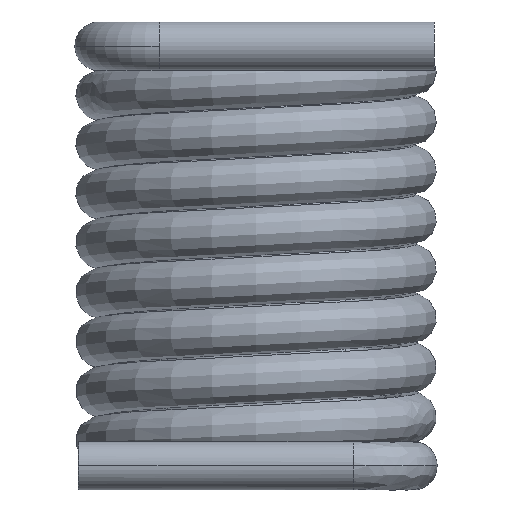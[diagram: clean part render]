
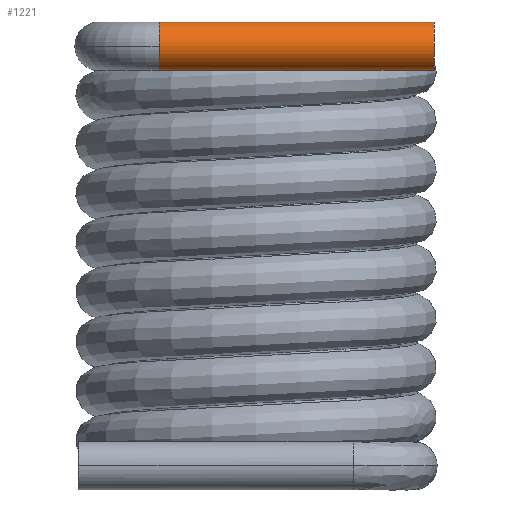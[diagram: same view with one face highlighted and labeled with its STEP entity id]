
A CAD part, front view. The second image highlights one B-rep face of the part: STEP entity #1221.
In plain terms, the highlighted cylindrical face has radius 0.4 mm (diameter 0.8 mm), a partial arc.
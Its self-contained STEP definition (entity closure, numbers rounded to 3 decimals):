
#171 = CIRCLE ( 'NONE', #4456, 0.4 ) ;
#310 = ORIENTED_EDGE ( 'NONE', *, *, #5457, .F. ) ;
#324 = DIRECTION ( 'NONE',  ( 1., 0., 0. ) ) ;
#695 = DIRECTION ( 'NONE',  ( -1., 0., 0. ) ) ;
#730 = CARTESIAN_POINT ( 'NONE',  ( -1.6, -3.52, 0. ) ) ;
#831 = EDGE_CURVE ( 'NONE', #836, #7409, #8872, .T. ) ;
#836 = VERTEX_POINT ( 'NONE', #3018 ) ;
#1221 = ADVANCED_FACE ( 'NONE', ( #7399 ), #2307, .T. ) ;
#1381 = CIRCLE ( 'NONE', #9606, 0.4 ) ;
#1479 = AXIS2_PLACEMENT_3D ( 'NONE', #730, #695, #2211 ) ;
#2131 = DIRECTION ( 'NONE',  ( 0., -1., 0. ) ) ;
#2211 = DIRECTION ( 'NONE',  ( 0., -1., 0. ) ) ;
#2225 = CARTESIAN_POINT ( 'NONE',  ( -1.6, -3.52, -0.4 ) ) ;
#2307 = CYLINDRICAL_SURFACE ( 'NONE', #4297, 0.4 ) ;
#2377 = VERTEX_POINT ( 'NONE', #9492 ) ;
#2624 = EDGE_LOOP ( 'NONE', ( #3080, #6764, #310, #6778, #8519 ) ) ;
#3018 = CARTESIAN_POINT ( 'NONE',  ( -1.6, -3.92, 0. ) ) ;
#3080 = ORIENTED_EDGE ( 'NONE', *, *, #3186, .F. ) ;
#3186 = EDGE_CURVE ( 'NONE', #7409, #7642, #8134, .T. ) ;
#3359 = CARTESIAN_POINT ( 'NONE',  ( -1.6, -3.52, 0.4 ) ) ;
#3581 = DIRECTION ( 'NONE',  ( -1., 0., 0. ) ) ;
#4297 = AXIS2_PLACEMENT_3D ( 'NONE', #5559, #324, #8512 ) ;
#4352 = DIRECTION ( 'NONE',  ( 1., 0., 0. ) ) ;
#4456 = AXIS2_PLACEMENT_3D ( 'NONE', #9419, #8054, #7185 ) ;
#5148 = VERTEX_POINT ( 'NONE', #5850 ) ;
#5457 = EDGE_CURVE ( 'NONE', #5148, #836, #1381, .T. ) ;
#5559 = CARTESIAN_POINT ( 'NONE',  ( -1.6, -3.52, 0. ) ) ;
#5850 = CARTESIAN_POINT ( 'NONE',  ( -1.6, -3.52, -0.4 ) ) ;
#6057 = EDGE_CURVE ( 'NONE', #5148, #2377, #8069, .T. ) ;
#6072 = VECTOR ( 'NONE', #9648, 1000. ) ;
#6138 = VECTOR ( 'NONE', #4352, 1000. ) ;
#6764 = ORIENTED_EDGE ( 'NONE', *, *, #831, .F. ) ;
#6778 = ORIENTED_EDGE ( 'NONE', *, *, #6057, .T. ) ;
#7185 = DIRECTION ( 'NONE',  ( 0., 0., -1. ) ) ;
#7399 = FACE_OUTER_BOUND ( 'NONE', #2624, .T. ) ;
#7409 = VERTEX_POINT ( 'NONE', #3359 ) ;
#7642 = VERTEX_POINT ( 'NONE', #8738 ) ;
#8054 = DIRECTION ( 'NONE',  ( -1., 0., 0. ) ) ;
#8069 = LINE ( 'NONE', #2225, #6072 ) ;
#8134 = LINE ( 'NONE', #8747, #6138 ) ;
#8512 = DIRECTION ( 'NONE',  ( 0., 0., -1. ) ) ;
#8519 = ORIENTED_EDGE ( 'NONE', *, *, #9495, .T. ) ;
#8712 = CARTESIAN_POINT ( 'NONE',  ( -1.6, -3.52, 0. ) ) ;
#8738 = CARTESIAN_POINT ( 'NONE',  ( 2.95, -3.52, 0.4 ) ) ;
#8747 = CARTESIAN_POINT ( 'NONE',  ( -1.6, -3.52, 0.4 ) ) ;
#8872 = CIRCLE ( 'NONE', #1479, 0.4 ) ;
#9419 = CARTESIAN_POINT ( 'NONE',  ( 2.95, -3.52, 0. ) ) ;
#9492 = CARTESIAN_POINT ( 'NONE',  ( 2.95, -3.52, -0.4 ) ) ;
#9495 = EDGE_CURVE ( 'NONE', #2377, #7642, #171, .T. ) ;
#9606 = AXIS2_PLACEMENT_3D ( 'NONE', #8712, #3581, #2131 ) ;
#9648 = DIRECTION ( 'NONE',  ( 1., 0., 0. ) ) ;
